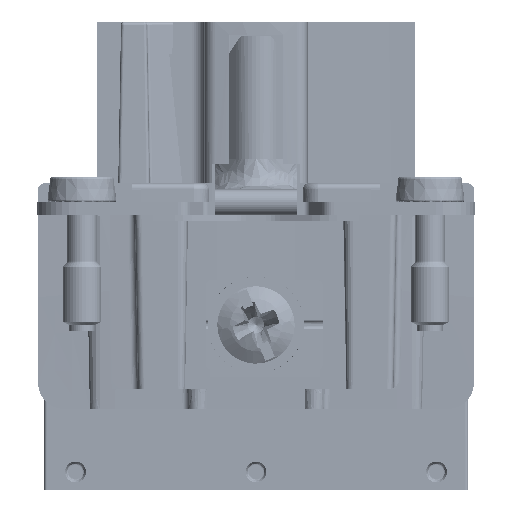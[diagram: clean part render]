
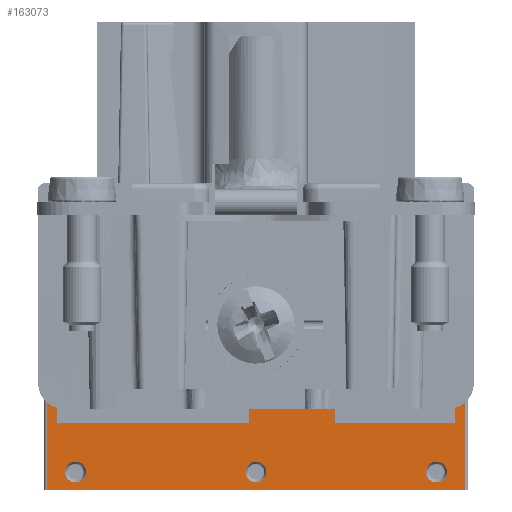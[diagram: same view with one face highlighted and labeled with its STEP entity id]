
A CAD part, front view. The second image highlights one B-rep face of the part: STEP entity #163073.
In plain terms, the highlighted planar face has unit normal (0, -1, 0).
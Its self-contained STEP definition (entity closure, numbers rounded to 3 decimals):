
#19830=AXIS2_PLACEMENT_3D('Circle Axis2P3D',#19828,#19829,$) ;
#31189=AXIS2_PLACEMENT_3D('Circle Axis2P3D',#31187,#31188,$) ;
#162968=AXIS2_PLACEMENT_3D('Plane Axis2P3D',#162965,#162966,#162967) ;
#163021=AXIS2_PLACEMENT_3D('Circle Axis2P3D',#163019,#163020,$) ;
#163030=AXIS2_PLACEMENT_3D('Circle Axis2P3D',#163028,#163029,$) ;
#163039=AXIS2_PLACEMENT_3D('Circle Axis2P3D',#163037,#163038,$) ;
#163048=AXIS2_PLACEMENT_3D('Circle Axis2P3D',#163046,#163047,$) ;
#163057=AXIS2_PLACEMENT_3D('Circle Axis2P3D',#163055,#163056,$) ;
#163066=AXIS2_PLACEMENT_3D('Circle Axis2P3D',#163064,#163065,$) ;
#19628=CARTESIAN_POINT('Vertex',(33.232,15.2,6.808)) ;
#19647=CARTESIAN_POINT('Vertex',(23.15,15.2,6.3)) ;
#19693=CARTESIAN_POINT('Vertex',(32.432,15.2,6.372)) ;
#19759=CARTESIAN_POINT('Vertex',(16.45,15.2,6.3)) ;
#19779=CARTESIAN_POINT('Vertex',(1.568,15.2,6.372)) ;
#19808=CARTESIAN_POINT('Vertex',(0.768,15.2,6.808)) ;
#19828=CARTESIAN_POINT('Axis2P3D Location',(2.1,15.2,8.3)) ;
#19930=CARTESIAN_POINT('Line Origine',(19.8,15.2,6.3)) ;
#31187=CARTESIAN_POINT('Axis2P3D Location',(31.9,15.2,8.3)) ;
#90866=CARTESIAN_POINT('Vertex',(33.232,15.2,0.)) ;
#90869=CARTESIAN_POINT('Line Origine',(24.791,15.2,0.)) ;
#90873=CARTESIAN_POINT('Vertex',(16.35,15.2,0.)) ;
#90876=CARTESIAN_POINT('Line Origine',(8.559,15.2,0.)) ;
#90880=CARTESIAN_POINT('Vertex',(0.768,15.2,0.)) ;
#161912=CARTESIAN_POINT('Line Origine',(1.568,15.2,5.766)) ;
#161916=CARTESIAN_POINT('Vertex',(1.568,15.2,5.16)) ;
#162946=CARTESIAN_POINT('Line Origine',(9.009,15.2,5.16)) ;
#162950=CARTESIAN_POINT('Vertex',(16.45,15.2,5.16)) ;
#162965=CARTESIAN_POINT('Axis2P3D Location',(19.7,15.2,17.4)) ;
#162970=CARTESIAN_POINT('Line Origine',(0.768,15.2,3.404)) ;
#162975=CARTESIAN_POINT('Line Origine',(33.232,15.2,3.404)) ;
#162980=CARTESIAN_POINT('Line Origine',(32.432,15.2,5.766)) ;
#162984=CARTESIAN_POINT('Vertex',(32.432,15.2,5.16)) ;
#162987=CARTESIAN_POINT('Line Origine',(27.791,15.2,5.16)) ;
#162991=CARTESIAN_POINT('Vertex',(23.15,15.2,5.16)) ;
#162994=CARTESIAN_POINT('Line Origine',(23.15,15.2,5.73)) ;
#162999=CARTESIAN_POINT('Line Origine',(16.45,15.2,5.73)) ;
#163019=CARTESIAN_POINT('Axis2P3D Location',(3.,15.2,1.4)) ;
#163023=CARTESIAN_POINT('Vertex',(3.712,15.2,1.011)) ;
#163025=CARTESIAN_POINT('Vertex',(2.288,15.2,1.789)) ;
#163028=CARTESIAN_POINT('Axis2P3D Location',(3.,15.2,1.4)) ;
#163037=CARTESIAN_POINT('Axis2P3D Location',(31.,15.2,1.4)) ;
#163041=CARTESIAN_POINT('Vertex',(31.712,15.2,1.011)) ;
#163043=CARTESIAN_POINT('Vertex',(30.288,15.2,1.789)) ;
#163046=CARTESIAN_POINT('Axis2P3D Location',(31.,15.2,1.4)) ;
#163055=CARTESIAN_POINT('Axis2P3D Location',(17.,15.2,1.4)) ;
#163059=CARTESIAN_POINT('Vertex',(17.712,15.2,1.011)) ;
#163061=CARTESIAN_POINT('Vertex',(16.288,15.2,1.789)) ;
#163064=CARTESIAN_POINT('Axis2P3D Location',(17.,15.2,1.4)) ;
#19829=DIRECTION('Axis2P3D Direction',(0.,-1.,0.)) ;
#19931=DIRECTION('Vector Direction',(1.,0.,0.)) ;
#31188=DIRECTION('Axis2P3D Direction',(0.,1.,0.)) ;
#90870=DIRECTION('Vector Direction',(-1.,0.,0.)) ;
#90877=DIRECTION('Vector Direction',(1.,0.,0.)) ;
#161913=DIRECTION('Vector Direction',(0.,0.,1.)) ;
#162947=DIRECTION('Vector Direction',(1.,0.,0.)) ;
#162966=DIRECTION('Axis2P3D Direction',(0.,-1.,0.)) ;
#162967=DIRECTION('Axis2P3D XDirection',(-1.,0.,0.)) ;
#162971=DIRECTION('Vector Direction',(0.,0.,-1.)) ;
#162976=DIRECTION('Vector Direction',(0.,0.,-1.)) ;
#162981=DIRECTION('Vector Direction',(0.,0.,1.)) ;
#162988=DIRECTION('Vector Direction',(1.,0.,0.)) ;
#162995=DIRECTION('Vector Direction',(0.,0.,1.)) ;
#163000=DIRECTION('Vector Direction',(0.,0.,-1.)) ;
#163020=DIRECTION('Axis2P3D Direction',(0.,-1.,0.)) ;
#163029=DIRECTION('Axis2P3D Direction',(0.,-1.,0.)) ;
#163038=DIRECTION('Axis2P3D Direction',(0.,-1.,0.)) ;
#163047=DIRECTION('Axis2P3D Direction',(0.,-1.,0.)) ;
#163056=DIRECTION('Axis2P3D Direction',(0.,-1.,0.)) ;
#163065=DIRECTION('Axis2P3D Direction',(0.,-1.,0.)) ;
#19932=VECTOR('Line Direction',#19931,1.) ;
#90871=VECTOR('Line Direction',#90870,1.) ;
#90878=VECTOR('Line Direction',#90877,1.) ;
#161914=VECTOR('Line Direction',#161913,1.) ;
#162948=VECTOR('Line Direction',#162947,1.) ;
#162972=VECTOR('Line Direction',#162971,1.) ;
#162977=VECTOR('Line Direction',#162976,1.) ;
#162982=VECTOR('Line Direction',#162981,1.) ;
#162989=VECTOR('Line Direction',#162988,1.) ;
#162996=VECTOR('Line Direction',#162995,1.) ;
#163001=VECTOR('Line Direction',#163000,1.) ;
#163005=ORIENTED_EDGE('',*,*,#162974,.T.) ;
#163006=ORIENTED_EDGE('',*,*,#90882,.T.) ;
#163007=ORIENTED_EDGE('',*,*,#90875,.F.) ;
#163008=ORIENTED_EDGE('',*,*,#162979,.T.) ;
#163009=ORIENTED_EDGE('',*,*,#31191,.F.) ;
#163010=ORIENTED_EDGE('',*,*,#162986,.T.) ;
#163011=ORIENTED_EDGE('',*,*,#162993,.T.) ;
#163012=ORIENTED_EDGE('',*,*,#162998,.T.) ;
#163013=ORIENTED_EDGE('',*,*,#19934,.F.) ;
#163014=ORIENTED_EDGE('',*,*,#163003,.F.) ;
#163015=ORIENTED_EDGE('',*,*,#162952,.F.) ;
#163016=ORIENTED_EDGE('',*,*,#161918,.T.) ;
#163017=ORIENTED_EDGE('',*,*,#19832,.F.) ;
#163034=ORIENTED_EDGE('',*,*,#163027,.T.) ;
#163035=ORIENTED_EDGE('',*,*,#163032,.T.) ;
#163052=ORIENTED_EDGE('',*,*,#163045,.T.) ;
#163053=ORIENTED_EDGE('',*,*,#163050,.T.) ;
#163070=ORIENTED_EDGE('',*,*,#163063,.T.) ;
#163071=ORIENTED_EDGE('',*,*,#163068,.T.) ;
#163036=FACE_BOUND('',#163033,.T.) ;
#163054=FACE_BOUND('',#163051,.T.) ;
#163072=FACE_BOUND('',#163069,.T.) ;
#163073=ADVANCED_FACE('Hauptk\X2\00F6\X0\rper',(#163018,#163036,#163054,#163072),#162969,.T.) ;
#19831=CIRCLE('generated circle',#19830,2.) ;
#31190=CIRCLE('generated circle',#31189,2.) ;
#163022=CIRCLE('generated circle',#163021,0.812) ;
#163031=CIRCLE('generated circle',#163030,0.812) ;
#163040=CIRCLE('generated circle',#163039,0.812) ;
#163049=CIRCLE('generated circle',#163048,0.812) ;
#163058=CIRCLE('generated circle',#163057,0.812) ;
#163067=CIRCLE('generated circle',#163066,0.812) ;
#19832=EDGE_CURVE('',#19809,#19780,#19831,.T.) ;
#19934=EDGE_CURVE('',#19760,#19648,#19933,.T.) ;
#31191=EDGE_CURVE('',#19694,#19629,#31190,.F.) ;
#90875=EDGE_CURVE('',#90867,#90874,#90872,.T.) ;
#90882=EDGE_CURVE('',#90881,#90874,#90879,.T.) ;
#161918=EDGE_CURVE('',#161917,#19780,#161915,.T.) ;
#162952=EDGE_CURVE('',#161917,#162951,#162949,.T.) ;
#162974=EDGE_CURVE('',#19809,#90881,#162973,.T.) ;
#162979=EDGE_CURVE('',#90867,#19629,#162978,.F.) ;
#162986=EDGE_CURVE('',#19694,#162985,#162983,.F.) ;
#162993=EDGE_CURVE('',#162985,#162992,#162990,.F.) ;
#162998=EDGE_CURVE('',#162992,#19648,#162997,.T.) ;
#163003=EDGE_CURVE('',#162951,#19760,#163002,.F.) ;
#163027=EDGE_CURVE('',#163024,#163026,#163022,.F.) ;
#163032=EDGE_CURVE('',#163026,#163024,#163031,.F.) ;
#163045=EDGE_CURVE('',#163042,#163044,#163040,.F.) ;
#163050=EDGE_CURVE('',#163044,#163042,#163049,.F.) ;
#163063=EDGE_CURVE('',#163060,#163062,#163058,.F.) ;
#163068=EDGE_CURVE('',#163062,#163060,#163067,.F.) ;
#163004=EDGE_LOOP('',(#163005,#163006,#163007,#163008,#163009,#163010,#163011,#163012,#163013,#163014,#163015,#163016,#163017)) ;
#163033=EDGE_LOOP('',(#163034,#163035)) ;
#163051=EDGE_LOOP('',(#163052,#163053)) ;
#163069=EDGE_LOOP('',(#163070,#163071)) ;
#163018=FACE_OUTER_BOUND('',#163004,.T.) ;
#19933=LINE('Line',#19930,#19932) ;
#90872=LINE('Line',#90869,#90871) ;
#90879=LINE('Line',#90876,#90878) ;
#161915=LINE('Line',#161912,#161914) ;
#162949=LINE('Line',#162946,#162948) ;
#162973=LINE('Line',#162970,#162972) ;
#162978=LINE('Line',#162975,#162977) ;
#162983=LINE('Line',#162980,#162982) ;
#162990=LINE('Line',#162987,#162989) ;
#162997=LINE('Line',#162994,#162996) ;
#163002=LINE('Line',#162999,#163001) ;
#162969=PLANE('',#162968) ;
#19629=VERTEX_POINT('',#19628) ;
#19648=VERTEX_POINT('',#19647) ;
#19694=VERTEX_POINT('',#19693) ;
#19760=VERTEX_POINT('',#19759) ;
#19780=VERTEX_POINT('',#19779) ;
#19809=VERTEX_POINT('',#19808) ;
#90867=VERTEX_POINT('',#90866) ;
#90874=VERTEX_POINT('',#90873) ;
#90881=VERTEX_POINT('',#90880) ;
#161917=VERTEX_POINT('',#161916) ;
#162951=VERTEX_POINT('',#162950) ;
#162985=VERTEX_POINT('',#162984) ;
#162992=VERTEX_POINT('',#162991) ;
#163024=VERTEX_POINT('',#163023) ;
#163026=VERTEX_POINT('',#163025) ;
#163042=VERTEX_POINT('',#163041) ;
#163044=VERTEX_POINT('',#163043) ;
#163060=VERTEX_POINT('',#163059) ;
#163062=VERTEX_POINT('',#163061) ;
